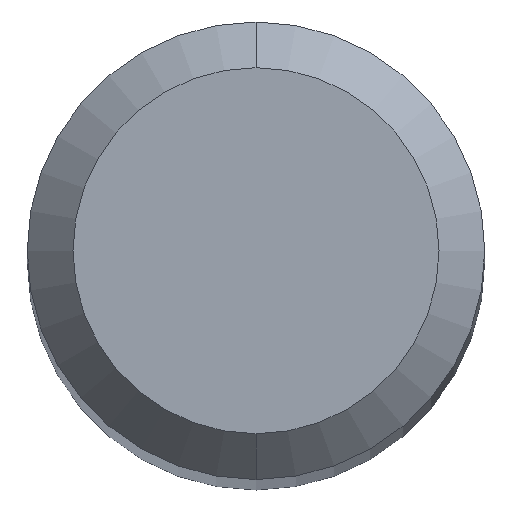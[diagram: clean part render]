
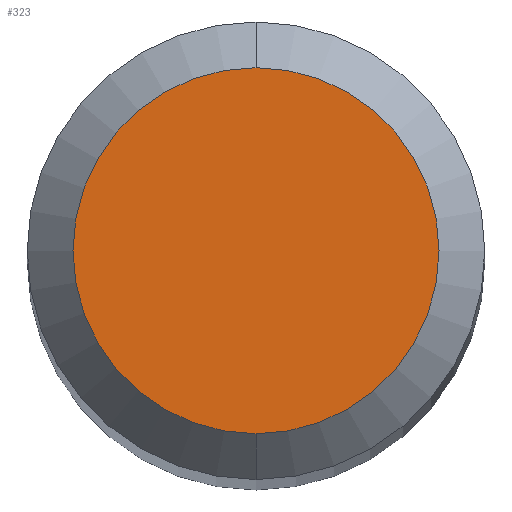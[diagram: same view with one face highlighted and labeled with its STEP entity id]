
A CAD part, top view. The second image highlights one B-rep face of the part: STEP entity #323.
In plain terms, the highlighted planar face has unit normal (0, 0, 1).
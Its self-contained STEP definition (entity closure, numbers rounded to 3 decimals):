
#193=VERTEX_POINT('',#488);
#253=EDGE_CURVE('',#405,#193,#553,.T.);
#323=ADVANCED_FACE('',(#631),#632,.T.);
#331=EDGE_CURVE('',#193,#405,#640,.T.);
#405=VERTEX_POINT('',#722);
#488=CARTESIAN_POINT('',(0.,-1.2,0.0));
#553=CIRCLE('',#943,1.2);
#631=FACE_OUTER_BOUND('',#1113,.T.);
#632=PLANE('',#1114);
#640=CIRCLE('',#1137,1.2);
#722=CARTESIAN_POINT('',(0.0,1.2,0.0));
#943=AXIS2_PLACEMENT_3D('',#1498,#1499,#1500);
#1113=EDGE_LOOP('',(#1588,#1589));
#1114=AXIS2_PLACEMENT_3D('',#1590,#1591,#1592);
#1137=AXIS2_PLACEMENT_3D('',#1593,#1594,#1595);
#1498=CARTESIAN_POINT('',(0.0,0.0,0.0));
#1499=DIRECTION('',(0.0,0.0,-1.0));
#1500=DIRECTION('',(0.0,1.0,0.0));
#1588=ORIENTED_EDGE('',*,*,#253,.F.);
#1589=ORIENTED_EDGE('',*,*,#331,.F.);
#1590=CARTESIAN_POINT('',(0.0,0.6,0.0));
#1591=DIRECTION('',(-0.0,0.0,1.0));
#1592=DIRECTION('',(0.0,-1.0,0.0));
#1593=CARTESIAN_POINT('',(0.0,0.0,0.0));
#1594=DIRECTION('',(0.0,0.0,-1.0));
#1595=DIRECTION('',(0.0,1.0,0.0));
